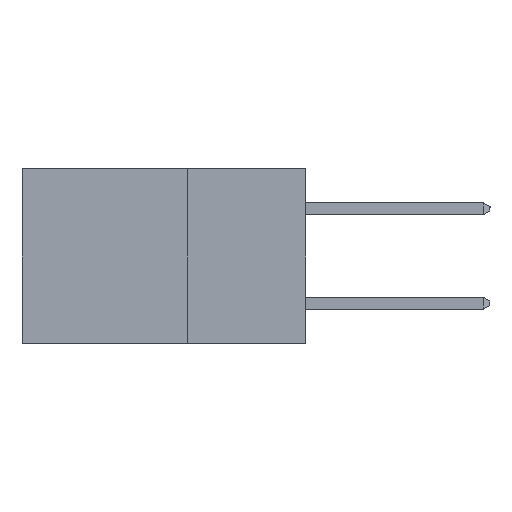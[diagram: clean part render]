
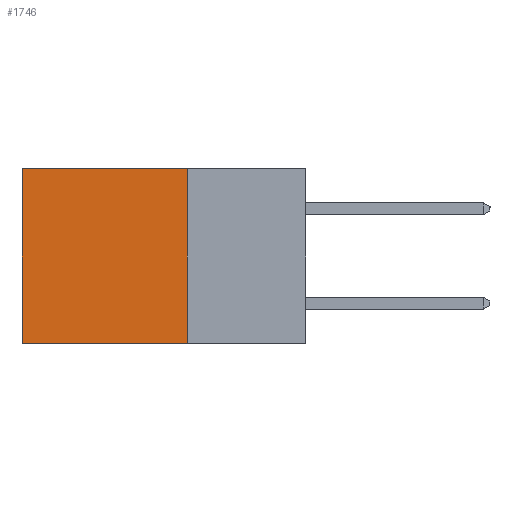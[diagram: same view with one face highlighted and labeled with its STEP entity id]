
A CAD part, left-side view. The second image highlights one B-rep face of the part: STEP entity #1746.
In plain terms, the highlighted planar face has unit normal (-1, 0, 0).
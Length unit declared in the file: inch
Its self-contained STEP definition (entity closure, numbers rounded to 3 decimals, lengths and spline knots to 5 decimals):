
#230 = DIRECTION ( 'NONE',  ( 0., 1., 0. ) ) ;
#301 = ORIENTED_EDGE ( 'NONE', *, *, #12566, .T. ) ;
#771 = LINE ( 'NONE', #10422, #9184 ) ;
#806 = CARTESIAN_POINT ( 'NONE',  ( 0.2615, 0.6, -0.37 ) ) ;
#1036 = EDGE_CURVE ( 'NONE', #14040, #12324, #10931, .T. ) ;
#1045 = VECTOR ( 'NONE', #2700, 39.37008 ) ;
#1512 = EDGE_LOOP ( 'NONE', ( #2044, #15669, #12059, #301 ) ) ;
#1713 = DIRECTION ( 'NONE',  ( 0., 0., -1. ) ) ;
#1746 = ADVANCED_FACE ( 'NONE', ( #4371 ), #3083, .F. ) ;
#2044 = ORIENTED_EDGE ( 'NONE', *, *, #1036, .T. ) ;
#2700 = DIRECTION ( 'NONE',  ( 0., 0., -1. ) ) ;
#2725 = EDGE_CURVE ( 'NONE', #13217, #12324, #771, .T. ) ;
#3083 = PLANE ( 'NONE',  #3267 ) ;
#3267 = AXIS2_PLACEMENT_3D ( 'NONE', #4294, #9183, #1713 ) ;
#4294 = CARTESIAN_POINT ( 'NONE',  ( 0.2615, 0.25, -0.37 ) ) ;
#4371 = FACE_OUTER_BOUND ( 'NONE', #1512, .T. ) ;
#7616 = CARTESIAN_POINT ( 'NONE',  ( 0.2615, 0.25, 0. ) ) ;
#7700 = LINE ( 'NONE', #7616, #13414 ) ;
#8802 = LINE ( 'NONE', #13769, #1045 ) ;
#9133 = CARTESIAN_POINT ( 'NONE',  ( 0.2615, 0.6, 0. ) ) ;
#9183 = DIRECTION ( 'NONE',  ( 1., 0., 0. ) ) ;
#9184 = VECTOR ( 'NONE', #9200, 39.37008 ) ;
#9200 = DIRECTION ( 'NONE',  ( 0., 1., 0. ) ) ;
#9741 = VERTEX_POINT ( 'NONE', #11894 ) ;
#10131 = EDGE_CURVE ( 'NONE', #9741, #13217, #8802, .T. ) ;
#10422 = CARTESIAN_POINT ( 'NONE',  ( 0.2615, 0.25, -0.37 ) ) ;
#10474 = CARTESIAN_POINT ( 'NONE',  ( 0.2615, 0.25, -0.37 ) ) ;
#10931 = LINE ( 'NONE', #12227, #11741 ) ;
#11741 = VECTOR ( 'NONE', #15609, 39.37008 ) ;
#11894 = CARTESIAN_POINT ( 'NONE',  ( 0.2615, 0.25, 0. ) ) ;
#12059 = ORIENTED_EDGE ( 'NONE', *, *, #10131, .F. ) ;
#12227 = CARTESIAN_POINT ( 'NONE',  ( 0.2615, 0.6, -0.37 ) ) ;
#12324 = VERTEX_POINT ( 'NONE', #806 ) ;
#12566 = EDGE_CURVE ( 'NONE', #9741, #14040, #7700, .T. ) ;
#13217 = VERTEX_POINT ( 'NONE', #10474 ) ;
#13414 = VECTOR ( 'NONE', #230, 39.37008 ) ;
#13769 = CARTESIAN_POINT ( 'NONE',  ( 0.2615, 0.25, -0.37 ) ) ;
#14040 = VERTEX_POINT ( 'NONE', #9133 ) ;
#15609 = DIRECTION ( 'NONE',  ( 0., 0., -1. ) ) ;
#15669 = ORIENTED_EDGE ( 'NONE', *, *, #2725, .F. ) ;
